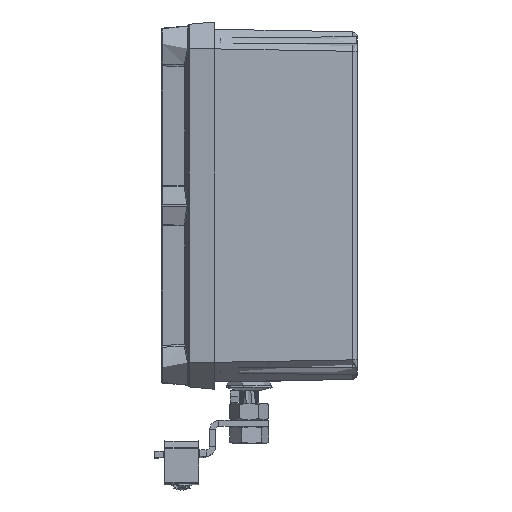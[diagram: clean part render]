
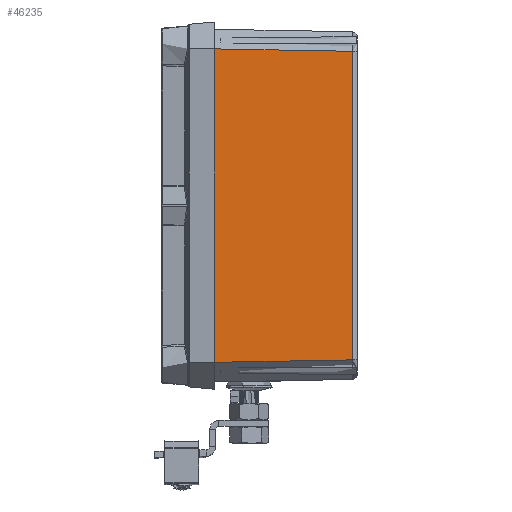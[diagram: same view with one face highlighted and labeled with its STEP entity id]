
A CAD part, left-side view. The second image highlights one B-rep face of the part: STEP entity #46235.
In plain terms, the highlighted face is planar.
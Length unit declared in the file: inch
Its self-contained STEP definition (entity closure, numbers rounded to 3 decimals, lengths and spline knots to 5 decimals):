
#2195 = DIRECTION ( 'NONE',  ( 0., 1., 0. ) ) ;
#3068 = FACE_OUTER_BOUND ( 'NONE', #68042, .T. ) ;
#10450 = ORIENTED_EDGE ( 'NONE', *, *, #11730, .T. ) ;
#11698 = PLANE ( 'NONE',  #70982 ) ;
#11730 = EDGE_CURVE ( 'NONE', #48501, #22128, #37336, .T. ) ;
#13026 = VECTOR ( 'NONE', #62141, 39.37008 ) ;
#21228 = CARTESIAN_POINT ( 'NONE',  ( -0.03491, 0.21505, 2. ) ) ;
#22128 = VERTEX_POINT ( 'NONE', #43329 ) ;
#29766 = CARTESIAN_POINT ( 'NONE',  ( -0.00107, 0., 0.06141 ) ) ;
#33027 = CARTESIAN_POINT ( 'NONE',  ( -0.00107, 4.18611, 0.06141 ) ) ;
#33314 = EDGE_CURVE ( 'NONE', #52851, #48501, #48436, .T. ) ;
#33742 = EDGE_CURVE ( 'NONE', #71323, #52851, #84681, .T. ) ;
#36472 = DIRECTION ( 'NONE',  ( 0., -1., 0. ) ) ;
#37336 = LINE ( 'NONE', #68769, #69574 ) ;
#43329 = CARTESIAN_POINT ( 'NONE',  ( -0.03491, 4.21995, 2. ) ) ;
#44959 = VECTOR ( 'NONE', #69142, 39.37008 ) ;
#46235 = ADVANCED_FACE ( 'NONE', ( #3068 ), #11698, .T. ) ;
#48211 = CARTESIAN_POINT ( 'NONE',  ( -0.03499, 0.21498, 2.00436 ) ) ;
#48436 = LINE ( 'NONE', #48211, #13026 ) ;
#48501 = VERTEX_POINT ( 'NONE', #21228 ) ;
#49099 = CARTESIAN_POINT ( 'NONE',  ( -0.00008, 4.18511, 0.00436 ) ) ;
#51625 = ORIENTED_EDGE ( 'NONE', *, *, #33314, .T. ) ;
#52851 = VERTEX_POINT ( 'NONE', #68050 ) ;
#58558 = DIRECTION ( 'NONE',  ( -0.017, 0., 1. ) ) ;
#62141 = DIRECTION ( 'NONE',  ( -0.017, -0.017, 1. ) ) ;
#63813 = ORIENTED_EDGE ( 'NONE', *, *, #80164, .T. ) ;
#64901 = DIRECTION ( 'NONE',  ( -1., 0., -0.017 ) ) ;
#65019 = VECTOR ( 'NONE', #36472, 39.37008 ) ;
#66840 = LINE ( 'NONE', #49099, #44959 ) ;
#67230 = ORIENTED_EDGE ( 'NONE', *, *, #33742, .T. ) ;
#68042 = EDGE_LOOP ( 'NONE', ( #63813, #67230, #51625, #10450 ) ) ;
#68050 = CARTESIAN_POINT ( 'NONE',  ( -0.00107, 0.24889, 0.06141 ) ) ;
#68769 = CARTESIAN_POINT ( 'NONE',  ( -0.03491, 0., 2. ) ) ;
#69142 = DIRECTION ( 'NONE',  ( 0.017, -0.017, -1. ) ) ;
#69574 = VECTOR ( 'NONE', #2195, 39.37008 ) ;
#70982 = AXIS2_PLACEMENT_3D ( 'NONE', #71806, #64901, #58558 ) ;
#71323 = VERTEX_POINT ( 'NONE', #33027 ) ;
#71806 = CARTESIAN_POINT ( 'NONE',  ( 0., 0., 0. ) ) ;
#80164 = EDGE_CURVE ( 'NONE', #22128, #71323, #66840, .T. ) ;
#84681 = LINE ( 'NONE', #29766, #65019 ) ;
